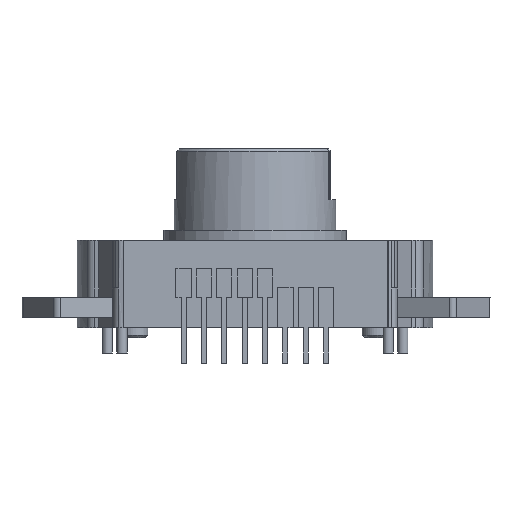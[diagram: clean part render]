
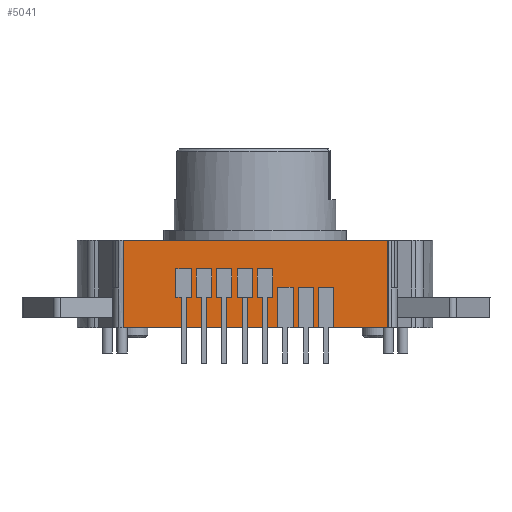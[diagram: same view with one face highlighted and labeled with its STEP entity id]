
A CAD part, front view. The second image highlights one B-rep face of the part: STEP entity #5041.
In plain terms, the highlighted planar face has unit normal (0.001, -1, 0).
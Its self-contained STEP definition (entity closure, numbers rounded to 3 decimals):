
#385=PLANE('',#5439);
#654=FACE_OUTER_BOUND('',#952,.T.);
#952=EDGE_LOOP('',(#4060,#4061,#4062,#4063));
#1165=LINE('',#7040,#1719);
#1332=LINE('',#8496,#1886);
#1333=LINE('',#8499,#1887);
#1334=LINE('',#8500,#1888);
#1719=VECTOR('',#5738,10.);
#1886=VECTOR('',#6047,10.);
#1887=VECTOR('',#6050,10.);
#1888=VECTOR('',#6051,10.);
#2330=VERTEX_POINT('',#7037);
#2331=VERTEX_POINT('',#7039);
#2486=VERTEX_POINT('',#8494);
#2487=VERTEX_POINT('',#8498);
#2818=EDGE_CURVE('',#2330,#2331,#1165,.T.);
#3066=EDGE_CURVE('',#2330,#2486,#1332,.T.);
#3067=EDGE_CURVE('',#2487,#2486,#1333,.T.);
#3068=EDGE_CURVE('',#2331,#2487,#1334,.T.);
#4060=ORIENTED_EDGE('',*,*,#2818,.F.);
#4061=ORIENTED_EDGE('',*,*,#3066,.T.);
#4062=ORIENTED_EDGE('',*,*,#3067,.F.);
#4063=ORIENTED_EDGE('',*,*,#3068,.F.);
#5041=ADVANCED_FACE('',(#654),#385,.T.);
#5439=AXIS2_PLACEMENT_3D('',#8497,#6048,#6049);
#5738=DIRECTION('',(-1.,0.,0.));
#6047=DIRECTION('',(0.,0.,1.));
#6048=DIRECTION('center_axis',(0.,-1.,
0.));
#6049=DIRECTION('ref_axis',(1.,0.,0.));
#6050=DIRECTION('',(1.,0.,0.));
#6051=DIRECTION('',(0.,0.,1.));
#7037=CARTESIAN_POINT('',(13.096,-18.945,0.));
#7039=CARTESIAN_POINT('',(-13.,-18.957,0.));
#7040=CARTESIAN_POINT('',(13.096,-18.945,0.));
#8494=CARTESIAN_POINT('',(13.096,-18.945,8.6));
#8496=CARTESIAN_POINT('',(13.096,-18.945,0.));
#8497=CARTESIAN_POINT('Origin',(-13.,-18.957,0.));
#8498=CARTESIAN_POINT('',(-13.,-18.957,8.6));
#8499=CARTESIAN_POINT('',(13.096,-18.945,8.6));
#8500=CARTESIAN_POINT('',(-13.,-18.957,0.));
